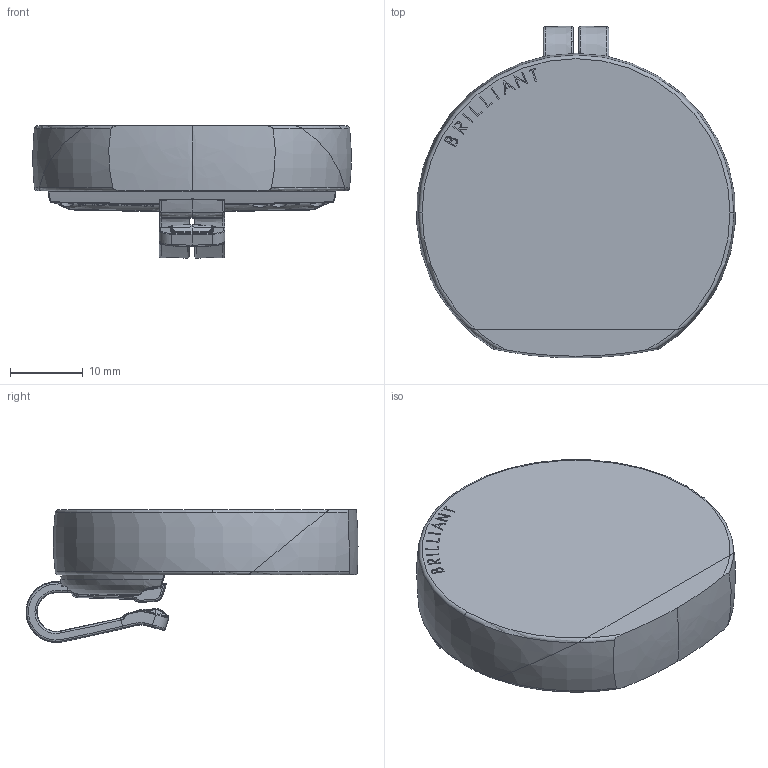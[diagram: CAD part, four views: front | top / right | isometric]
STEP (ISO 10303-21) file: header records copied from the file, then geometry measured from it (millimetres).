
FILE_DESCRIPTION (( 'STEP AP214' ), '1' );
FILE_NAME ('MONOCLE_ASSEM_REV05.STEP', '2023-02-13T05:13:18', ( '' ), ( '' ), 'SwSTEP 2.0', 'SolidWorks 2022', '' );
FILE_SCHEMA (( 'AUTOMOTIVE_DESIGN' ));
Length unit declared in the file: millimetre
Products named in the file (7): BR-M-S-PRISM; Clip and Housing_16-03-22; BR-M-REAR-GRIP; MSIA-M1-250-PennEngineering-3D-06-15-2021; BR-M-CLIP-GRIP; M1_5_SCREW; MONOCLE_ASSEM_REV05
Assembly tree (8 placements, depth 2):
  MONOCLE_ASSEM_REV05
    MSIA-M1-250-PennEngineering-3D-06-15-2021  x2
    M1_5_SCREW  x2
    BR-M-S-PRISM
    BR-M-CLIP-GRIP
    BR-M-REAR-GRIP
    Clip and Housing_16-03-22
Bounding box: 43.86 x 45.7 x 18.31 mm (x, y, z)
Volume: 10979.4 mm3; surface area: 8740.6 mm2
Topology: 10 solids, 10 shells, 1194 faces, 3182 edges, 2031 vertices
Faces by surface type: plane 560, bspline 342, cylinder 197, cone 73, torus 19, sphere 3
Entity records: 53659 total; most frequent: CARTESIAN_POINT 28523, ORIENTED_EDGE 5998, DIRECTION 3740, EDGE_CURVE 2999, VERTEX_POINT 1915, LINE 1318, VECTOR 1318, AXIS2_PLACEMENT_3D 1211
